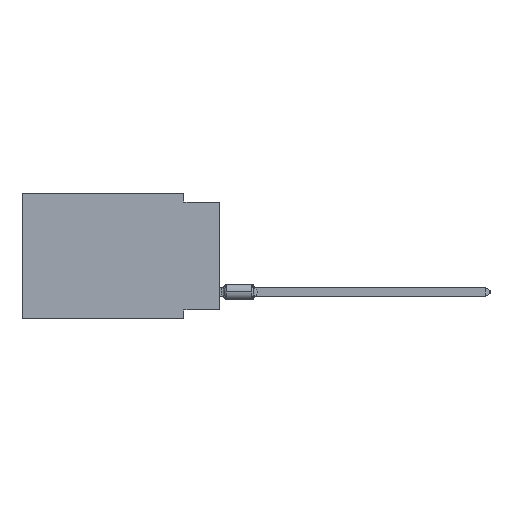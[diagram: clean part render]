
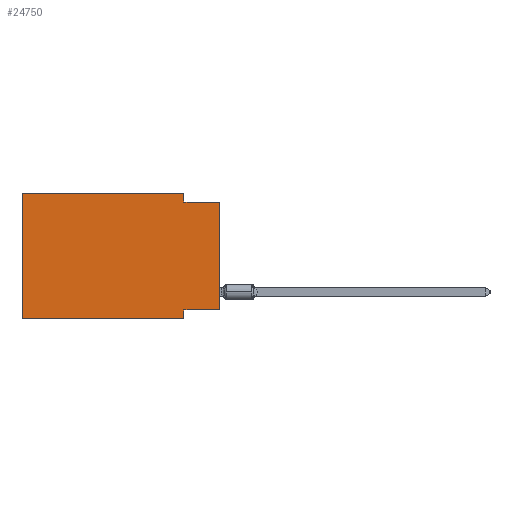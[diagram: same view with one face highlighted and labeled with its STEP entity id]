
A CAD part, left-side view. The second image highlights one B-rep face of the part: STEP entity #24750.
In plain terms, the highlighted planar face has unit normal (-1, 0, 0).
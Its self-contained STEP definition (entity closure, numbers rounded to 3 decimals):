
#835 = DIRECTION ( 'NONE',  ( 0., 0., -1. ) ) ;
#1168 = VECTOR ( 'NONE', #38184, 1000. ) ;
#1900 = LINE ( 'NONE', #5797, #25167 ) ;
#2148 = VERTEX_POINT ( 'NONE', #43909 ) ;
#4622 = CARTESIAN_POINT ( 'NONE',  ( 0., 2.54, 0. ) ) ;
#4891 = EDGE_CURVE ( 'NONE', #31183, #26592, #27705, .T. ) ;
#5797 = CARTESIAN_POINT ( 'NONE',  ( 0., 13.97, 0. ) ) ;
#6166 = PLANE ( 'NONE',  #6950 ) ;
#6950 = AXIS2_PLACEMENT_3D ( 'NONE', #33535, #49350, #44935 ) ;
#7945 = ORIENTED_EDGE ( 'NONE', *, *, #45998, .F. ) ;
#9990 = DIRECTION ( 'NONE',  ( 0., 0., -1. ) ) ;
#10491 = CARTESIAN_POINT ( 'NONE',  ( 0., 2.54, -8.89 ) ) ;
#10870 = EDGE_CURVE ( 'NONE', #44389, #46641, #31333, .T. ) ;
#11786 = ORIENTED_EDGE ( 'NONE', *, *, #35891, .F. ) ;
#12149 = CARTESIAN_POINT ( 'NONE',  ( 0., 13.97, 0. ) ) ;
#12432 = ORIENTED_EDGE ( 'NONE', *, *, #4891, .F. ) ;
#15712 = LINE ( 'NONE', #19306, #31536 ) ;
#17775 = FACE_OUTER_BOUND ( 'NONE', #47116, .T. ) ;
#17859 = EDGE_CURVE ( 'NONE', #2148, #34776, #37909, .T. ) ;
#19306 = CARTESIAN_POINT ( 'NONE',  ( 0., 0., -8.255 ) ) ;
#19947 = VERTEX_POINT ( 'NONE', #48927 ) ;
#22643 = EDGE_CURVE ( 'NONE', #44389, #41905, #32897, .T. ) ;
#24055 = ORIENTED_EDGE ( 'NONE', *, *, #27942, .F. ) ;
#24344 = CARTESIAN_POINT ( 'NONE',  ( 0., 13.97, -8.89 ) ) ;
#24750 = ADVANCED_FACE ( 'NONE', ( #17775 ), #6166, .F. ) ;
#24882 = EDGE_CURVE ( 'NONE', #26592, #34776, #26795, .T. ) ;
#25167 = VECTOR ( 'NONE', #37558, 1000. ) ;
#26592 = VERTEX_POINT ( 'NONE', #43918 ) ;
#26724 = VECTOR ( 'NONE', #29631, 1000. ) ;
#26795 = LINE ( 'NONE', #31196, #1168 ) ;
#27193 = DIRECTION ( 'NONE',  ( 0., 0., 1. ) ) ;
#27705 = LINE ( 'NONE', #43243, #43572 ) ;
#27942 = EDGE_CURVE ( 'NONE', #2148, #19947, #15712, .T. ) ;
#29631 = DIRECTION ( 'NONE',  ( 0., 0., 1. ) ) ;
#30365 = ORIENTED_EDGE ( 'NONE', *, *, #24882, .F. ) ;
#30699 = DIRECTION ( 'NONE',  ( 0., 1., 0. ) ) ;
#31183 = VERTEX_POINT ( 'NONE', #4622 ) ;
#31196 = CARTESIAN_POINT ( 'NONE',  ( 0., 0., -0.635 ) ) ;
#31333 = LINE ( 'NONE', #50507, #40953 ) ;
#31536 = VECTOR ( 'NONE', #30699, 1000. ) ;
#32557 = CARTESIAN_POINT ( 'NONE',  ( 0., 13.97, -8.89 ) ) ;
#32897 = LINE ( 'NONE', #24344, #47753 ) ;
#33535 = CARTESIAN_POINT ( 'NONE',  ( 0., 13.97, 0. ) ) ;
#34097 = ORIENTED_EDGE ( 'NONE', *, *, #10870, .F. ) ;
#34776 = VERTEX_POINT ( 'NONE', #37039 ) ;
#35338 = VECTOR ( 'NONE', #9990, 1000. ) ;
#35891 = EDGE_CURVE ( 'NONE', #46641, #31183, #1900, .T. ) ;
#37039 = CARTESIAN_POINT ( 'NONE',  ( 0., 0., -0.635 ) ) ;
#37356 = LINE ( 'NONE', #10491, #35338 ) ;
#37558 = DIRECTION ( 'NONE',  ( 0., -1., 0. ) ) ;
#37909 = LINE ( 'NONE', #41793, #26724 ) ;
#38184 = DIRECTION ( 'NONE',  ( 0., -1., 0. ) ) ;
#39880 = ORIENTED_EDGE ( 'NONE', *, *, #22643, .T. ) ;
#40953 = VECTOR ( 'NONE', #27193, 1000. ) ;
#41793 = CARTESIAN_POINT ( 'NONE',  ( 0., 0., 0. ) ) ;
#41905 = VERTEX_POINT ( 'NONE', #44131 ) ;
#43243 = CARTESIAN_POINT ( 'NONE',  ( 0., 2.54, 0. ) ) ;
#43529 = DIRECTION ( 'NONE',  ( 0., -1., 0. ) ) ;
#43572 = VECTOR ( 'NONE', #835, 1000. ) ;
#43909 = CARTESIAN_POINT ( 'NONE',  ( 0., 0., -8.255 ) ) ;
#43918 = CARTESIAN_POINT ( 'NONE',  ( 0., 2.54, -0.635 ) ) ;
#44131 = CARTESIAN_POINT ( 'NONE',  ( 0., 2.54, -8.89 ) ) ;
#44389 = VERTEX_POINT ( 'NONE', #32557 ) ;
#44735 = ORIENTED_EDGE ( 'NONE', *, *, #17859, .T. ) ;
#44935 = DIRECTION ( 'NONE',  ( 0., 0., -1. ) ) ;
#45998 = EDGE_CURVE ( 'NONE', #19947, #41905, #37356, .T. ) ;
#46641 = VERTEX_POINT ( 'NONE', #12149 ) ;
#47116 = EDGE_LOOP ( 'NONE', ( #44735, #30365, #12432, #11786, #34097, #39880, #7945, #24055 ) ) ;
#47753 = VECTOR ( 'NONE', #43529, 1000. ) ;
#48927 = CARTESIAN_POINT ( 'NONE',  ( 0., 2.54, -8.255 ) ) ;
#49350 = DIRECTION ( 'NONE',  ( 1., 0., 0. ) ) ;
#50507 = CARTESIAN_POINT ( 'NONE',  ( 0., 13.97, 0. ) ) ;
